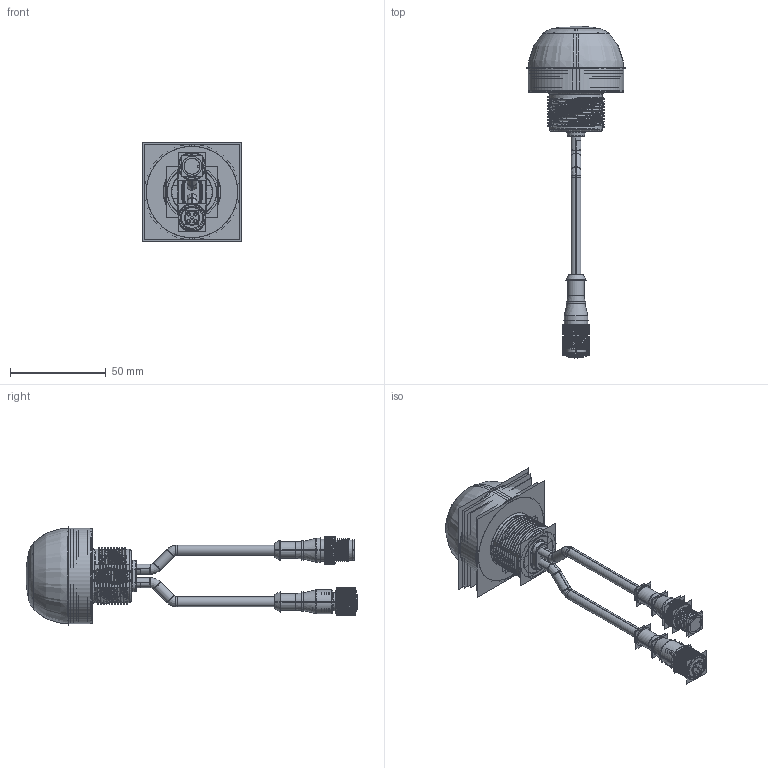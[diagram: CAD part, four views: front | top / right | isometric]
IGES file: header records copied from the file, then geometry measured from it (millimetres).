
Start section:  PTC IGES file: 212852.igs
Global section: file name: 212852.igs; native system: Creo Parametric by PTC Inc.; preprocessor: 2019292; author: PDMAdmin; organization: Unknown; date: 20200120.144215; units: millimetre
Bounding box: 52.03 x 173.68 x 52 mm (x, y, z)
Volume: 41381.4 mm3; surface area: 576003.5 mm2
Topology: 16 solids, 88 shells, 12300 faces, 54618 edges, 65168 vertices
Faces by surface type: bspline 9010, revolution 3290
